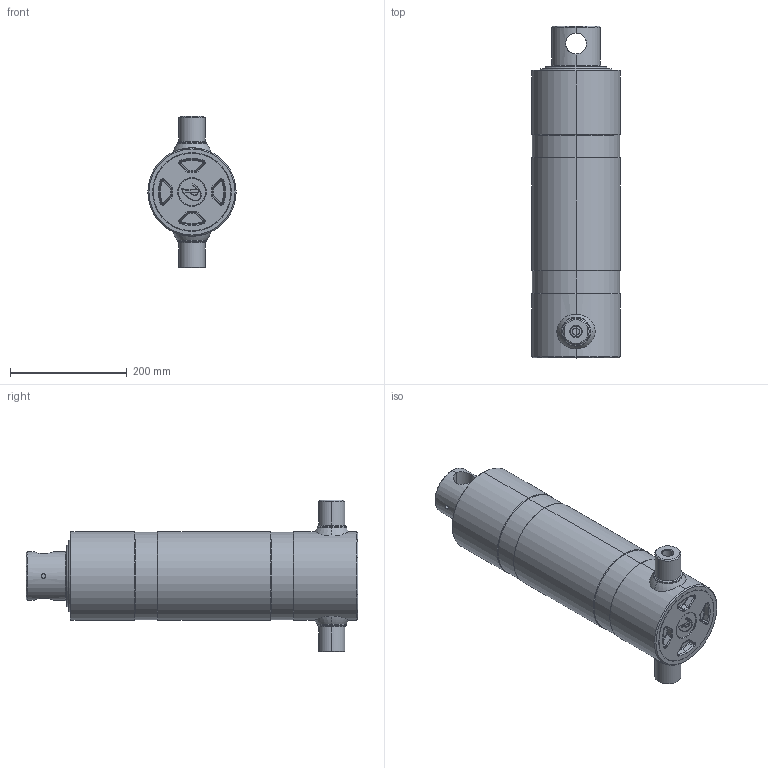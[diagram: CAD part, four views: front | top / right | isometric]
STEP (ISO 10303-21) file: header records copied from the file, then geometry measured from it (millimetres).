
FILE_DESCRIPTION (( 'STEP AP203' ), '1' );
FILE_NAME ('314.B.STEP', '2014-10-14T11:39:33', ( '' ), ( '' ), 'SwSTEP 2.0', 'SolidWorks 2013', '' );
FILE_SCHEMA (( 'CONFIG_CONTROL_DESIGN' ));
Length unit declared in the file: millimetre
Products named in the file (1): 314.B
Bounding box: 151.5 x 569 x 260.5 mm (x, y, z)
Surface area: 769052 mm2 (no closed solid volume)
Topology: 0 solids, 13 shells, 256 faces, 652 edges, 402 vertices
Faces by surface type: cylinder 76, torus 76, cone 70, plane 28, bspline 6
Entity records: 9591 total; most frequent: CARTESIAN_POINT 3273, DIRECTION 1478, ORIENTED_EDGE 1158, EDGE_CURVE 652, AXIS2_PLACEMENT_3D 634, VERTEX_POINT 402, CIRCLE 383, EDGE_LOOP 270
